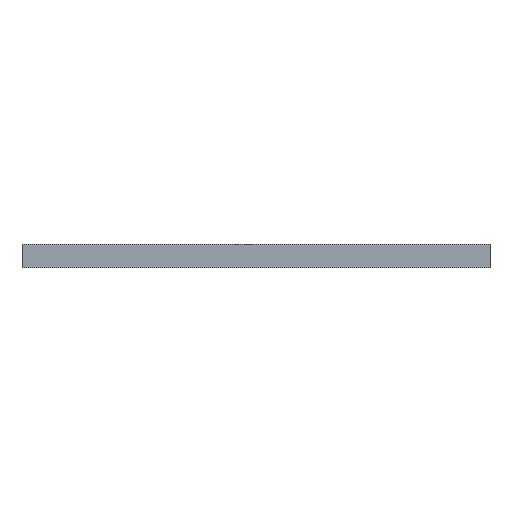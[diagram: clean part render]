
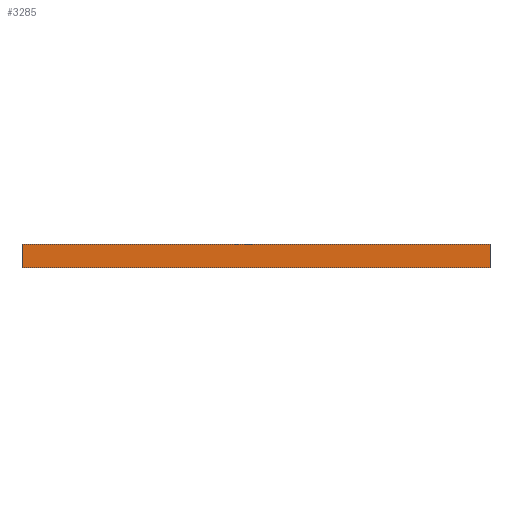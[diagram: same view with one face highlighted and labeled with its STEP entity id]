
A CAD part, front view. The second image highlights one B-rep face of the part: STEP entity #3285.
In plain terms, the highlighted planar face has unit normal (0, -1, 0).
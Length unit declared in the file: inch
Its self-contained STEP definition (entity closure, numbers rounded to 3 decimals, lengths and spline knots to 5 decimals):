
#59 = DIRECTION ( 'NONE',  ( 1., 0., 0. ) ) ;
#129 = VERTEX_POINT ( 'NONE', #3796 ) ;
#208 = CARTESIAN_POINT ( 'NONE',  ( 0.59055, -0.59055, 0. ) ) ;
#217 = VECTOR ( 'NONE', #2205, 39.37008 ) ;
#333 = LINE ( 'NONE', #3042, #2431 ) ;
#373 = PLANE ( 'NONE',  #1614 ) ;
#389 = DIRECTION ( 'NONE',  ( 0., -1., 0. ) ) ;
#573 = EDGE_CURVE ( 'NONE', #1987, #129, #2265, .T. ) ;
#649 = CARTESIAN_POINT ( 'NONE',  ( 0.59055, -0.59055, -0.03937 ) ) ;
#662 = EDGE_CURVE ( 'NONE', #4378, #129, #2380, .T. ) ;
#1096 = CARTESIAN_POINT ( 'NONE',  ( -0.59055, -0.59055, 0. ) ) ;
#1107 = ORIENTED_EDGE ( 'NONE', *, *, #573, .F. ) ;
#1133 = ORIENTED_EDGE ( 'NONE', *, *, #2200, .F. ) ;
#1248 = DIRECTION ( 'NONE',  ( 0., 0., 1. ) ) ;
#1379 = DIRECTION ( 'NONE',  ( 1., 0., 0. ) ) ;
#1614 = AXIS2_PLACEMENT_3D ( 'NONE', #1096, #389, #59 ) ;
#1898 = FACE_OUTER_BOUND ( 'NONE', #4176, .T. ) ;
#1907 = LINE ( 'NONE', #2336, #3605 ) ;
#1987 = VERTEX_POINT ( 'NONE', #2767 ) ;
#2200 = EDGE_CURVE ( 'NONE', #3515, #1987, #1907, .T. ) ;
#2205 = DIRECTION ( 'NONE',  ( 1., 0., 0. ) ) ;
#2265 = LINE ( 'NONE', #3906, #217 ) ;
#2336 = CARTESIAN_POINT ( 'NONE',  ( -0.59055, -0.59055, 0. ) ) ;
#2380 = LINE ( 'NONE', #208, #3177 ) ;
#2431 = VECTOR ( 'NONE', #1379, 39.37008 ) ;
#2454 = EDGE_CURVE ( 'NONE', #3515, #4378, #333, .T. ) ;
#2767 = CARTESIAN_POINT ( 'NONE',  ( -0.59055, -0.59055, 0.01969 ) ) ;
#2988 = DIRECTION ( 'NONE',  ( 0., 0., 1. ) ) ;
#3042 = CARTESIAN_POINT ( 'NONE',  ( -0.59055, -0.59055, -0.03937 ) ) ;
#3177 = VECTOR ( 'NONE', #1248, 39.37008 ) ;
#3285 = ADVANCED_FACE ( 'NONE', ( #1898 ), #373, .T. ) ;
#3515 = VERTEX_POINT ( 'NONE', #4167 ) ;
#3605 = VECTOR ( 'NONE', #2988, 39.37008 ) ;
#3693 = ORIENTED_EDGE ( 'NONE', *, *, #2454, .T. ) ;
#3796 = CARTESIAN_POINT ( 'NONE',  ( 0.59055, -0.59055, 0.01969 ) ) ;
#3906 = CARTESIAN_POINT ( 'NONE',  ( -0.59055, -0.59055, 0.01969 ) ) ;
#4167 = CARTESIAN_POINT ( 'NONE',  ( -0.59055, -0.59055, -0.03937 ) ) ;
#4176 = EDGE_LOOP ( 'NONE', ( #1133, #3693, #4196, #1107 ) ) ;
#4196 = ORIENTED_EDGE ( 'NONE', *, *, #662, .T. ) ;
#4378 = VERTEX_POINT ( 'NONE', #649 ) ;
